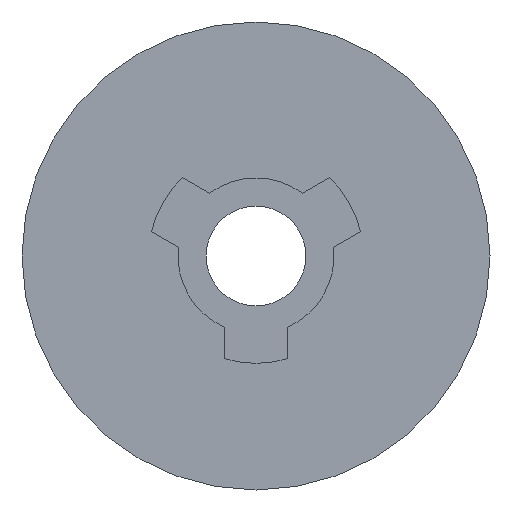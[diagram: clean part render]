
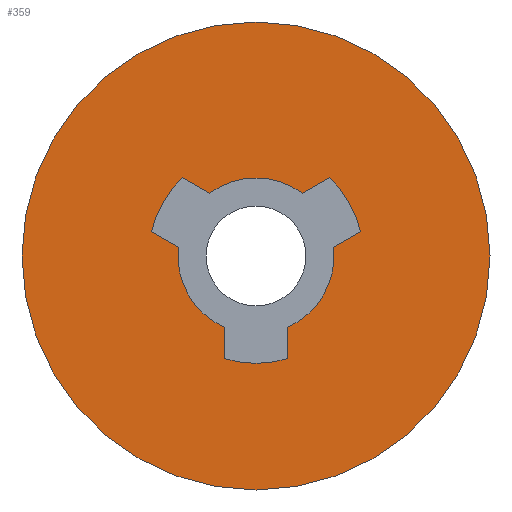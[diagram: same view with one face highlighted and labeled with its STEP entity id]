
A CAD part, front view. The second image highlights one B-rep face of the part: STEP entity #359.
In plain terms, the highlighted planar face has unit normal (0, -1, 0).
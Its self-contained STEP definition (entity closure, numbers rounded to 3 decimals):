
#9 = CARTESIAN_POINT ( 'NONE',  ( 0., 0., 7.5 ) ) ;
#10 = DIRECTION ( 'NONE',  ( 0., -1., 0. ) ) ;
#15 = CARTESIAN_POINT ( 'NONE',  ( 0., 0., 0. ) ) ;
#18 = EDGE_CURVE ( 'NONE', #573, #406, #622, .T. ) ;
#23 = CARTESIAN_POINT ( 'NONE',  ( -1.484, 0., 2.012 ) ) ;
#28 = AXIS2_PLACEMENT_3D ( 'NONE', #141, #45, #623 ) ;
#31 = EDGE_CURVE ( 'NONE', #578, #337, #412, .T. ) ;
#35 = CIRCLE ( 'NONE', #577, 3.44 ) ;
#45 = DIRECTION ( 'NONE',  ( 0., -1., 0. ) ) ;
#50 = VECTOR ( 'NONE', #464, 1000. ) ;
#54 = CARTESIAN_POINT ( 'NONE',  ( -3.35, 0., 0.78 ) ) ;
#55 = LINE ( 'NONE', #561, #50 ) ;
#63 = EDGE_CURVE ( 'NONE', #556, #429, #185, .T. ) ;
#64 = DIRECTION ( 'NONE',  ( 0., 0., 1. ) ) ;
#78 = CARTESIAN_POINT ( 'NONE',  ( 2.35, 0., 2.512 ) ) ;
#84 = EDGE_CURVE ( 'NONE', #406, #355, #399, .T. ) ;
#87 = CIRCLE ( 'NONE', #315, 7.5 ) ;
#108 = CARTESIAN_POINT ( 'NONE',  ( 1., 0., -3.291 ) ) ;
#116 = CARTESIAN_POINT ( 'NONE',  ( 0., 0., 0. ) ) ;
#128 = FACE_BOUND ( 'NONE', #419, .T. ) ;
#129 = DIRECTION ( 'NONE',  ( 0., 0., 1. ) ) ;
#135 = CIRCLE ( 'NONE', #230, 3.44 ) ;
#137 = CARTESIAN_POINT ( 'NONE',  ( -2.35, 0., 2.512 ) ) ;
#139 = CIRCLE ( 'NONE', #28, 2.5 ) ;
#141 = CARTESIAN_POINT ( 'NONE',  ( 0., 0., 0. ) ) ;
#147 = FACE_OUTER_BOUND ( 'NONE', #401, .T. ) ;
#150 = VERTEX_POINT ( 'NONE', #54 ) ;
#160 = VECTOR ( 'NONE', #324, 1000. ) ;
#163 = CARTESIAN_POINT ( 'NONE',  ( 2.484, 0., 0.28 ) ) ;
#165 = CARTESIAN_POINT ( 'NONE',  ( -2.484, 0., 0.28 ) ) ;
#167 = LINE ( 'NONE', #165, #160 ) ;
#173 = DIRECTION ( 'NONE',  ( 0., 0., 1. ) ) ;
#175 = CIRCLE ( 'NONE', #559, 2.5 ) ;
#180 = DIRECTION ( 'NONE',  ( 0., -1., 0. ) ) ;
#185 = LINE ( 'NONE', #597, #273 ) ;
#188 = EDGE_CURVE ( 'NONE', #355, #150, #249, .T. ) ;
#193 = VECTOR ( 'NONE', #354, 1000. ) ;
#196 = AXIS2_PLACEMENT_3D ( 'NONE', #268, #198, #173 ) ;
#198 = DIRECTION ( 'NONE',  ( 0., 1., 0. ) ) ;
#200 = EDGE_CURVE ( 'NONE', #218, #379, #210, .T. ) ;
#209 = CARTESIAN_POINT ( 'NONE',  ( 1., 0., -2.291 ) ) ;
#210 = LINE ( 'NONE', #209, #246 ) ;
#218 = VERTEX_POINT ( 'NONE', #108 ) ;
#219 = CARTESIAN_POINT ( 'NONE',  ( -1., 0., -3.291 ) ) ;
#230 = AXIS2_PLACEMENT_3D ( 'NONE', #248, #576, #626 ) ;
#246 = VECTOR ( 'NONE', #590, 1000. ) ;
#248 = CARTESIAN_POINT ( 'NONE',  ( 0., 0., 0. ) ) ;
#249 = CIRCLE ( 'NONE', #358, 3.44 ) ;
#250 = CARTESIAN_POINT ( 'NONE',  ( 1., 0., -2.291 ) ) ;
#257 = CARTESIAN_POINT ( 'NONE',  ( 1.484, 0., 2.012 ) ) ;
#258 = CARTESIAN_POINT ( 'NONE',  ( -1., 0., -2.291 ) ) ;
#265 = CARTESIAN_POINT ( 'NONE',  ( 0., 0., 0. ) ) ;
#268 = CARTESIAN_POINT ( 'NONE',  ( 0., 0., 0. ) ) ;
#273 = VECTOR ( 'NONE', #446, 1000. ) ;
#278 = DIRECTION ( 'NONE',  ( 0., -1., 0. ) ) ;
#287 = ORIENTED_EDGE ( 'NONE', *, *, #595, .F. ) ;
#289 = ORIENTED_EDGE ( 'NONE', *, *, #31, .F. ) ;
#301 = EDGE_CURVE ( 'NONE', #379, #556, #175, .T. ) ;
#304 = CARTESIAN_POINT ( 'NONE',  ( 0., 0., 0. ) ) ;
#307 = DIRECTION ( 'NONE',  ( 0., 0., -1. ) ) ;
#313 = EDGE_CURVE ( 'NONE', #150, #440, #167, .T. ) ;
#315 = AXIS2_PLACEMENT_3D ( 'NONE', #615, #460, #129 ) ;
#324 = DIRECTION ( 'NONE',  ( 0.866, 0., -0.5 ) ) ;
#335 = EDGE_CURVE ( 'NONE', #440, #578, #139, .T. ) ;
#337 = VERTEX_POINT ( 'NONE', #219 ) ;
#341 = DIRECTION ( 'NONE',  ( 0., 0., -1. ) ) ;
#346 = ORIENTED_EDGE ( 'NONE', *, *, #18, .F. ) ;
#348 = DIRECTION ( 'NONE',  ( 0., -1., 0. ) ) ;
#354 = DIRECTION ( 'NONE',  ( -0.866, 0., 0.5 ) ) ;
#355 = VERTEX_POINT ( 'NONE', #137 ) ;
#358 = AXIS2_PLACEMENT_3D ( 'NONE', #304, #10, #341 ) ;
#359 = ADVANCED_FACE ( 'NONE', ( #128, #147 ), #375, .F. ) ;
#366 = EDGE_CURVE ( 'NONE', #429, #367, #135, .T. ) ;
#367 = VERTEX_POINT ( 'NONE', #78 ) ;
#371 = ORIENTED_EDGE ( 'NONE', *, *, #63, .F. ) ;
#375 = PLANE ( 'NONE',  #196 ) ;
#379 = VERTEX_POINT ( 'NONE', #250 ) ;
#398 = DIRECTION ( 'NONE',  ( 0., 0., 1. ) ) ;
#399 = LINE ( 'NONE', #23, #193 ) ;
#400 = VECTOR ( 'NONE', #553, 1000. ) ;
#401 = EDGE_LOOP ( 'NONE', ( #431 ) ) ;
#402 = CARTESIAN_POINT ( 'NONE',  ( -2.484, 0., 0.28 ) ) ;
#406 = VERTEX_POINT ( 'NONE', #444 ) ;
#409 = EDGE_CURVE ( 'NONE', #470, #470, #87, .T. ) ;
#412 = LINE ( 'NONE', #447, #400 ) ;
#419 = EDGE_LOOP ( 'NONE', ( #458, #287, #289, #507, #524, #536, #430, #346, #580, #469, #371, #545 ) ) ;
#429 = VERTEX_POINT ( 'NONE', #515 ) ;
#430 = ORIENTED_EDGE ( 'NONE', *, *, #84, .F. ) ;
#431 = ORIENTED_EDGE ( 'NONE', *, *, #409, .F. ) ;
#440 = VERTEX_POINT ( 'NONE', #402 ) ;
#444 = CARTESIAN_POINT ( 'NONE',  ( -1.484, 0., 2.012 ) ) ;
#446 = DIRECTION ( 'NONE',  ( 0.866, 0., 0.5 ) ) ;
#447 = CARTESIAN_POINT ( 'NONE',  ( -1., 0., -2.291 ) ) ;
#458 = ORIENTED_EDGE ( 'NONE', *, *, #200, .F. ) ;
#460 = DIRECTION ( 'NONE',  ( 0., 1., 0. ) ) ;
#464 = DIRECTION ( 'NONE',  ( -0.866, 0., -0.5 ) ) ;
#469 = ORIENTED_EDGE ( 'NONE', *, *, #366, .F. ) ;
#470 = VERTEX_POINT ( 'NONE', #9 ) ;
#507 = ORIENTED_EDGE ( 'NONE', *, *, #335, .F. ) ;
#515 = CARTESIAN_POINT ( 'NONE',  ( 3.35, 0., 0.78 ) ) ;
#524 = ORIENTED_EDGE ( 'NONE', *, *, #313, .F. ) ;
#536 = ORIENTED_EDGE ( 'NONE', *, *, #188, .F. ) ;
#545 = ORIENTED_EDGE ( 'NONE', *, *, #301, .F. ) ;
#550 = EDGE_CURVE ( 'NONE', #367, #573, #55, .T. ) ;
#553 = DIRECTION ( 'NONE',  ( 0., 0., -1. ) ) ;
#556 = VERTEX_POINT ( 'NONE', #163 ) ;
#559 = AXIS2_PLACEMENT_3D ( 'NONE', #15, #348, #64 ) ;
#561 = CARTESIAN_POINT ( 'NONE',  ( 1.484, 0., 2.012 ) ) ;
#570 = AXIS2_PLACEMENT_3D ( 'NONE', #116, #180, #398 ) ;
#573 = VERTEX_POINT ( 'NONE', #257 ) ;
#576 = DIRECTION ( 'NONE',  ( 0., -1., 0. ) ) ;
#577 = AXIS2_PLACEMENT_3D ( 'NONE', #265, #278, #307 ) ;
#578 = VERTEX_POINT ( 'NONE', #258 ) ;
#580 = ORIENTED_EDGE ( 'NONE', *, *, #550, .F. ) ;
#590 = DIRECTION ( 'NONE',  ( 0., 0., 1. ) ) ;
#595 = EDGE_CURVE ( 'NONE', #337, #218, #35, .T. ) ;
#597 = CARTESIAN_POINT ( 'NONE',  ( 2.484, 0., 0.28 ) ) ;
#615 = CARTESIAN_POINT ( 'NONE',  ( 0., 0., 0. ) ) ;
#622 = CIRCLE ( 'NONE', #570, 2.5 ) ;
#623 = DIRECTION ( 'NONE',  ( 0., 0., -1. ) ) ;
#626 = DIRECTION ( 'NONE',  ( 0., 0., -1. ) ) ;
